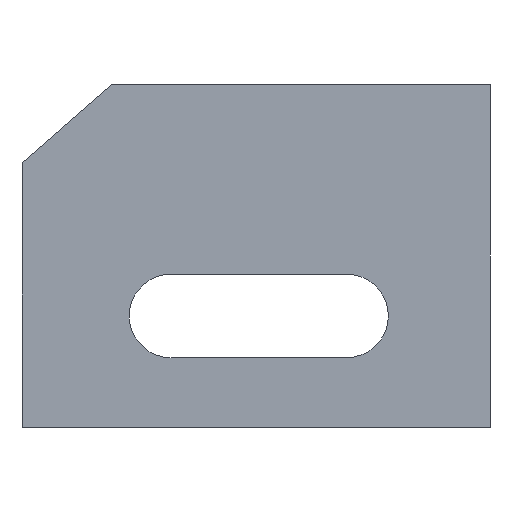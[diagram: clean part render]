
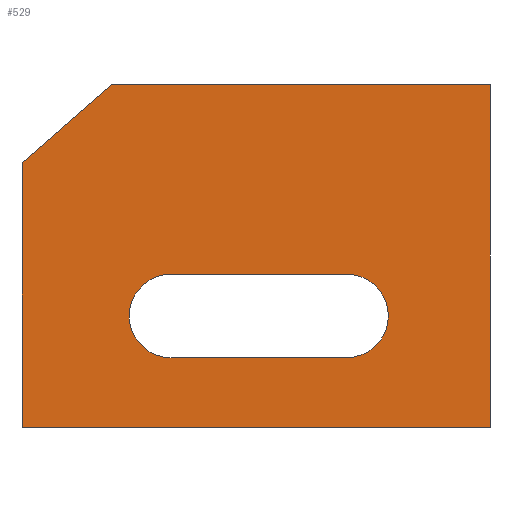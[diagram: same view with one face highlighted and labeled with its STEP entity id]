
A CAD part, front view. The second image highlights one B-rep face of the part: STEP entity #529.
In plain terms, the highlighted planar face has unit normal (0, -1, 0).
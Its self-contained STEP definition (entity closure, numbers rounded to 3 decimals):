
#15=FACE_BOUND('',#65,.T.);
#20=CIRCLE('',#566,1.5);
#22=CIRCLE('',#569,1.5);
#35=FACE_OUTER_BOUND('',#64,.T.);
#64=EDGE_LOOP('',(#390,#391,#392,#393,#394));
#65=EDGE_LOOP('',(#395,#396,#397,#398));
#89=LINE('',#740,#158);
#93=LINE('',#749,#162);
#111=LINE('',#792,#180);
#112=LINE('',#794,#181);
#113=LINE('',#796,#182);
#114=LINE('',#798,#183);
#115=LINE('',#799,#184);
#158=VECTOR('',#601,10.);
#162=VECTOR('',#607,10.);
#180=VECTOR('',#651,10.);
#181=VECTOR('',#652,10.);
#182=VECTOR('',#653,10.);
#183=VECTOR('',#654,10.);
#184=VECTOR('',#655,10.);
#227=VERTEX_POINT('',#737);
#228=VERTEX_POINT('',#739);
#231=VERTEX_POINT('',#746);
#232=VERTEX_POINT('',#748);
#243=VERTEX_POINT('',#790);
#244=VERTEX_POINT('',#791);
#245=VERTEX_POINT('',#793);
#246=VERTEX_POINT('',#795);
#247=VERTEX_POINT('',#797);
#275=EDGE_CURVE('',#228,#227,#89,.T.);
#279=EDGE_CURVE('',#232,#231,#93,.T.);
#283=EDGE_CURVE('',#231,#228,#20,.T.);
#285=EDGE_CURVE('',#227,#232,#22,.T.);
#301=EDGE_CURVE('',#243,#244,#111,.T.);
#302=EDGE_CURVE('',#244,#245,#112,.T.);
#303=EDGE_CURVE('',#245,#246,#113,.T.);
#304=EDGE_CURVE('',#246,#247,#114,.T.);
#305=EDGE_CURVE('',#247,#243,#115,.T.);
#390=ORIENTED_EDGE('',*,*,#301,.T.);
#391=ORIENTED_EDGE('',*,*,#302,.T.);
#392=ORIENTED_EDGE('',*,*,#303,.T.);
#393=ORIENTED_EDGE('',*,*,#304,.T.);
#394=ORIENTED_EDGE('',*,*,#305,.T.);
#395=ORIENTED_EDGE('',*,*,#279,.T.);
#396=ORIENTED_EDGE('',*,*,#283,.T.);
#397=ORIENTED_EDGE('',*,*,#275,.T.);
#398=ORIENTED_EDGE('',*,*,#285,.T.);
#500=PLANE('',#576);
#529=ADVANCED_FACE('',(#35,#15),#500,.T.);
#566=AXIS2_PLACEMENT_3D('',#755,#614,#615);
#569=AXIS2_PLACEMENT_3D('',#759,#620,#621);
#576=AXIS2_PLACEMENT_3D('',#789,#649,#650);
#601=DIRECTION('',(1.,0.,0.));
#607=DIRECTION('',(-1.,0.,0.));
#614=DIRECTION('center_axis',(0.,1.,0.));
#615=DIRECTION('ref_axis',(0.,0.,-1.));
#620=DIRECTION('center_axis',(0.,1.,0.));
#621=DIRECTION('ref_axis',(0.,0.,1.));
#649=DIRECTION('center_axis',(0.,-1.,0.));
#650=DIRECTION('ref_axis',(0.,0.,-1.));
#651=DIRECTION('',(1.,0.,0.));
#652=DIRECTION('',(0.,0.,1.));
#653=DIRECTION('',(-1.,0.,0.));
#654=DIRECTION('',(-0.753,0.,-0.659));
#655=DIRECTION('',(0.,0.,-1.));
#737=CARTESIAN_POINT('',(10.65,-2.,4.5));
#739=CARTESIAN_POINT('',(4.35,-2.,4.5));
#740=CARTESIAN_POINT('',(9.025,-2.,4.5));
#746=CARTESIAN_POINT('',(4.35,-2.,1.5));
#748=CARTESIAN_POINT('',(10.65,-2.,1.5));
#749=CARTESIAN_POINT('',(5.875,-2.,1.5));
#755=CARTESIAN_POINT('Origin',(4.35,-2.,3.));
#759=CARTESIAN_POINT('Origin',(10.65,-2.,3.));
#789=CARTESIAN_POINT('Origin',(7.4,-2.,5.15));
#790=CARTESIAN_POINT('',(-1.,-2.,-1.));
#791=CARTESIAN_POINT('',(15.8,-2.,-1.));
#792=CARTESIAN_POINT('',(-1.,-2.,-1.));
#793=CARTESIAN_POINT('',(15.8,-2.,11.3));
#794=CARTESIAN_POINT('',(15.8,-2.,-1.));
#795=CARTESIAN_POINT('',(2.2,-2.,11.3));
#796=CARTESIAN_POINT('',(15.8,-2.,11.3));
#797=CARTESIAN_POINT('',(-1.,-2.,8.5));
#798=CARTESIAN_POINT('',(-1.,-2.,8.5));
#799=CARTESIAN_POINT('',(-1.,-2.,-1.));
